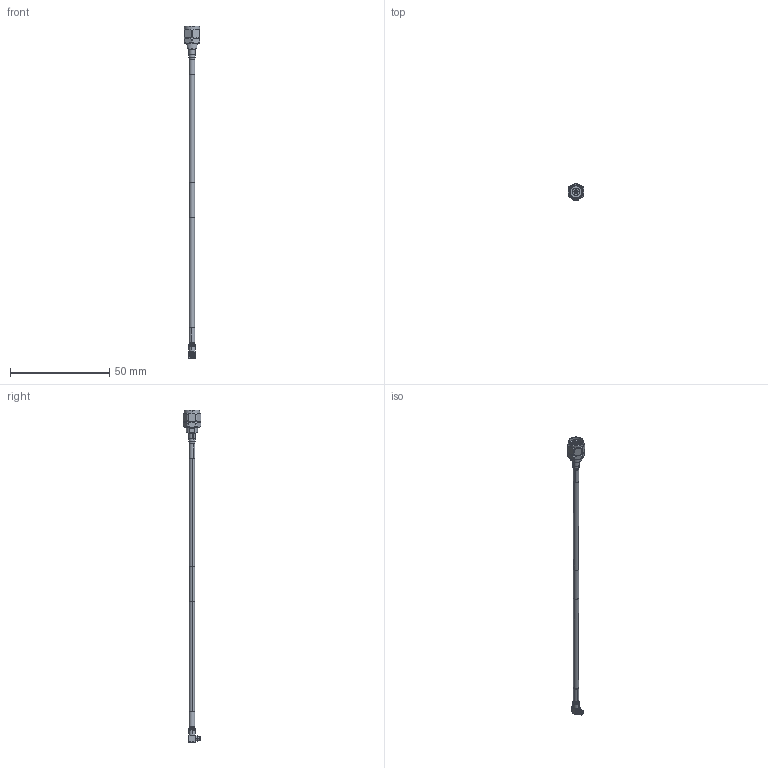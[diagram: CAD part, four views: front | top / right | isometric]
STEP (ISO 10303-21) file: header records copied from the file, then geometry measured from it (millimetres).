
FILE_DESCRIPTION (( 'STEP AP214' ), '1' );
FILE_NAME ('FMCA100351_3D.step', '2025-11-11T18:12:52', ( '' ), ( '' ), 'SwSTEP 2.0', 'SolidWorks 2025', '' );
FILE_SCHEMA (( 'AUTOMOTIVE_DESIGN' ));
Length unit declared in the file: inch
Products named in the file (6): PE45413; PE44494; FMCA100351_3D; Copy of HEAT SHRINK^FMCA100351; Copy (2) of HEAT SHRINK^FMCA100351; PE-SR405FLJ_WITH LABEL
Assembly tree (5 placements, depth 2):
  FMCA100351_3D
    PE-SR405FLJ_WITH LABEL
    PE45413
    PE44494
    Copy of HEAT SHRINK^FMCA100351
    Copy (2) of HEAT SHRINK^FMCA100351
Bounding box: 7.92 x 8.88 x 167.46 mm (x, y, z)
Volume: 1295 mm3; surface area: 2680.3 mm2
Topology: 9 solids, 9 shells, 299 faces, 734 edges, 470 vertices
Faces by surface type: cylinder 115, plane 96, cone 59, torus 20, bspline 9
Entity records: 12046 total; most frequent: CARTESIAN_POINT 4792, DIRECTION 1488, ORIENTED_EDGE 1468, EDGE_CURVE 734, AXIS2_PLACEMENT_3D 613, VERTEX_POINT 470, EDGE_LOOP 334, CIRCLE 315
